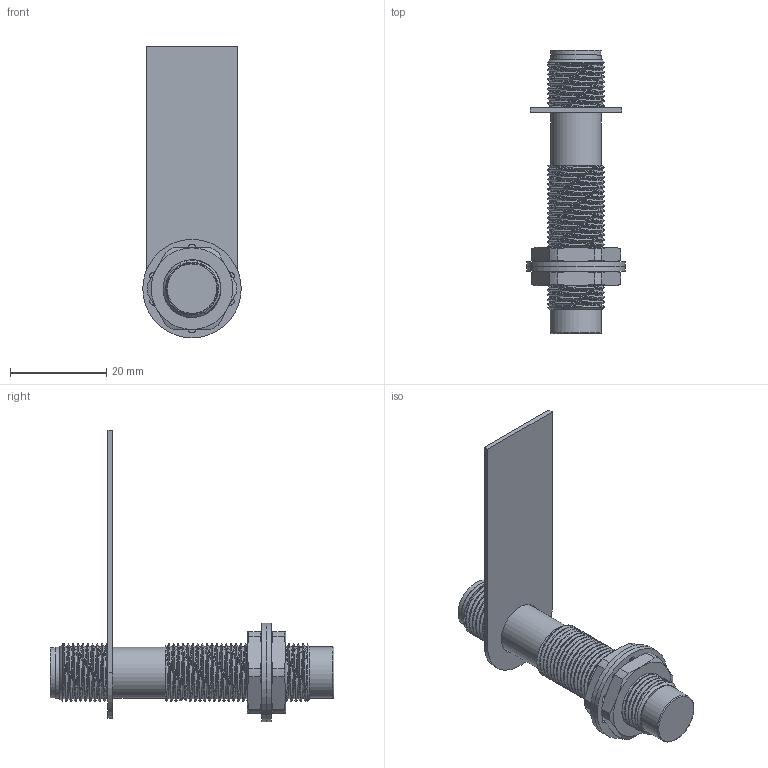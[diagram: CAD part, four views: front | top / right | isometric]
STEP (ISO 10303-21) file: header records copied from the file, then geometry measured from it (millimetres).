
FILE_DESCRIPTION(/* description */ ('Unknown'),/* implementation_level */ '2;1');
FILE_NAME(/* name */ '_VBI-M12-39R',/* time_stamp */ '2021-02-08T17:41:11+05:00',/* author */ ('Unknown'),/* organization */ ('Unknown'),/* preprocessor_version */ 'ST-DEVELOPER v16.7',/* originating_system */ 'Solid Edge',/* authorisation */ 'Unknown');
FILE_SCHEMA (('AUTOMOTIVE_DESIGN {1 0 10303 214 3 1 1}'));
Length unit declared in the file: millimetre
Products named in the file (13): ﾂﾁﾈ-ﾌ12-39ﾐ-...-ﾑ.51; Ïëàòà Ì12-34-Ñ.51; Ä1.003 Äåðæàòåëü; Ôåððèò ×9; À4.013 Êàðêàñ êàòóøêè; À0.153 Êîðïóñ; Ã1.016 Êîëïà÷îê Ì12; 10.010.101 Âèëêà ðàçúåìà; Êîðïóñ âèëêè ðàçúåìà; Ý0.016 (äëÿ ñáîðêè); Ê1.007 Ãàéêà Ì12õ1; Washer_DIN_6797_J_13_v10.50; Ð0.006 ßðëûê
Assembly tree (17 placements, depth 3):
  ﾂﾁﾈ-ﾌ12-39ﾐ-...-ﾑ.51
    Ïëàòà Ì12-34-Ñ.51
    Ä1.003 Äåðæàòåëü
    Ôåððèò ×9
    À4.013 Êàðêàñ êàòóøêè
    À0.153 Êîðïóñ
    Ã1.016 Êîëïà÷îê Ì12
    10.010.101 Âèëêà ðàçúåìà
      Êîðïóñ âèëêè ðàçúåìà
      Ý0.016 (äëÿ ñáîðêè)  x4
    Ê1.007 Ãàéêà Ì12õ1  x2
    Washer_DIN_6797_J_13_v10.50  x2
    Ð0.006 ßðëûê
Bounding box: 20.5 x 59.05 x 60.75 mm (x, y, z)
Volume: 4658.7 mm3; surface area: 12061.8 mm2
Topology: 16 solids, 16 shells, 402 faces, 953 edges, 619 vertices
Faces by surface type: plane 188, cylinder 143, cone 49, bspline 12, torus 10
Full cylindrical faces by diameter (mm): 1 x20, 1.4 x12, 1.5 x1, 1.6 x2, 2 x3, 3.7 x1, 3.9 x1, 4.5 x1, 7.5 x1, 8.2 x2, 8.45 x1, 9.3 x1, 9.45 x1, 9.5 x2, 9.6 x1, 9.9 x1, 10 x4, 10.16 x2, 10.5 x1, 10.6 x2, 10.7 x1, 10.917 x2, 11 x1, 20.5 x2
Entity records: 15864 total; most frequent: CARTESIAN_POINT 9088, DIRECTION 1287, ORIENTED_EDGE 1126, EDGE_CURVE 563, AXIS2_PLACEMENT_3D 515, FACE_BOUND 411, EDGE_LOOP 410, VERTEX_POINT 406
